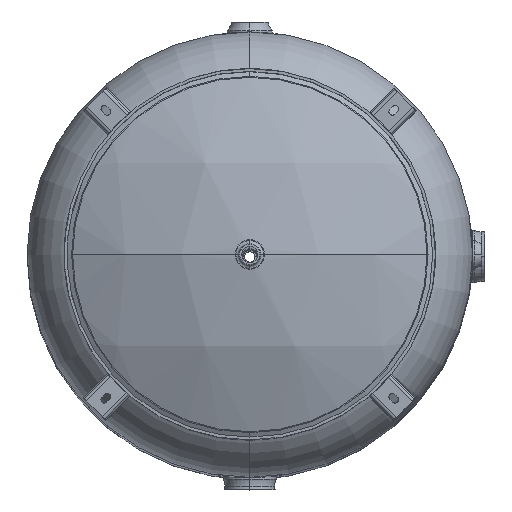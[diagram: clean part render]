
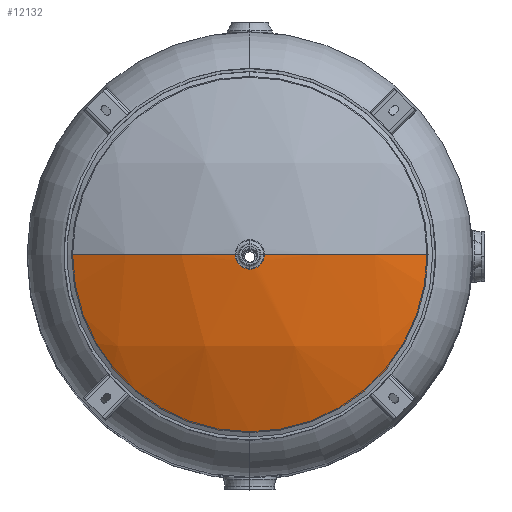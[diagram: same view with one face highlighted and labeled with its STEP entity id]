
A CAD part, top view. The second image highlights one B-rep face of the part: STEP entity #12132.
In plain terms, the highlighted spherical face has radius 822.96 mm.
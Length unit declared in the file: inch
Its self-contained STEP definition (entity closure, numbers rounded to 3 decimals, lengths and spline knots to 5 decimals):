
#147 = AXIS2_PLACEMENT_3D ( 'NONE', #747, #754, #755 ) ;
#747 = CARTESIAN_POINT ( 'NONE',  ( 0., 0., 14.1 ) ) ;
#751 = FACE_OUTER_BOUND ( 'NONE', #9360, .T. ) ;
#752 = SPHERICAL_SURFACE ( 'NONE', #147, 32.4 ) ;
#754 = DIRECTION ( 'NONE',  ( 0., -1., 0. ) ) ;
#755 = DIRECTION ( 'NONE',  ( 1., 0., 0. ) ) ;
#4527 = CIRCLE ( 'NONE', #4539, 32.4 ) ;
#4536 = CIRCLE ( 'NONE', #4547, 32.4 ) ;
#4538 = CIRCLE ( 'NONE', #4541, 14.4 ) ;
#4539 = AXIS2_PLACEMENT_3D ( 'NONE', #10452, #10453, #10454 ) ;
#4540 = CIRCLE ( 'NONE', #4543, 14.4 ) ;
#4541 = AXIS2_PLACEMENT_3D ( 'NONE', #10455, #10456, #10457 ) ;
#4542 = CIRCLE ( 'NONE', #4545, 0.8775 ) ;
#4543 = AXIS2_PLACEMENT_3D ( 'NONE', #10458, #10459, #10460 ) ;
#4545 = AXIS2_PLACEMENT_3D ( 'NONE', #10462, #10463, #10464 ) ;
#4547 = AXIS2_PLACEMENT_3D ( 'NONE', #10467, #10468, #10469 ) ;
#7910 = CARTESIAN_POINT ( 'NONE',  ( 0.8775, 0., 46.48812 ) ) ;
#7942 = CARTESIAN_POINT ( 'NONE',  ( 0., -14.4, 43.12413 ) ) ;
#7943 = CARTESIAN_POINT ( 'NONE',  ( -0.8775, 0., 46.48812 ) ) ;
#7944 = CARTESIAN_POINT ( 'NONE',  ( -14.4, 0., 43.12413 ) ) ;
#7945 = CARTESIAN_POINT ( 'NONE',  ( 14.4, 0., 43.12413 ) ) ;
#9360 = EDGE_LOOP ( 'NONE', ( #9422, #9421, #9420, #9419, #9418 ) ) ;
#9418 = ORIENTED_EDGE ( 'NONE', *, *, #11745, .F. ) ;
#9419 = ORIENTED_EDGE ( 'NONE', *, *, #11746, .F. ) ;
#9420 = ORIENTED_EDGE ( 'NONE', *, *, #11747, .F. ) ;
#9421 = ORIENTED_EDGE ( 'NONE', *, *, #11749, .T. ) ;
#9422 = ORIENTED_EDGE ( 'NONE', *, *, #11748, .F. ) ;
#9958 = VERTEX_POINT ( 'NONE', #7910 ) ;
#9990 = VERTEX_POINT ( 'NONE', #7942 ) ;
#9991 = VERTEX_POINT ( 'NONE', #7943 ) ;
#9992 = VERTEX_POINT ( 'NONE', #7944 ) ;
#9993 = VERTEX_POINT ( 'NONE', #7945 ) ;
#10452 = CARTESIAN_POINT ( 'NONE',  ( 0., 0., 14.1 ) ) ;
#10453 = DIRECTION ( 'NONE',  ( 0., 1., 0. ) ) ;
#10454 = DIRECTION ( 'NONE',  ( 0., 0., 1. ) ) ;
#10455 = CARTESIAN_POINT ( 'NONE',  ( 0., 0., 43.12413 ) ) ;
#10456 = DIRECTION ( 'NONE',  ( 0., 0., -1. ) ) ;
#10457 = DIRECTION ( 'NONE',  ( 0., 1., 0. ) ) ;
#10458 = CARTESIAN_POINT ( 'NONE',  ( 0., 0., 43.12413 ) ) ;
#10459 = DIRECTION ( 'NONE',  ( 0., 0., -1. ) ) ;
#10460 = DIRECTION ( 'NONE',  ( 0., 1., 0. ) ) ;
#10462 = CARTESIAN_POINT ( 'NONE',  ( 0., 0., 46.48812 ) ) ;
#10463 = DIRECTION ( 'NONE',  ( 0., 0., 1. ) ) ;
#10464 = DIRECTION ( 'NONE',  ( -1., 0., 0. ) ) ;
#10467 = CARTESIAN_POINT ( 'NONE',  ( 0., 0., 14.1 ) ) ;
#10468 = DIRECTION ( 'NONE',  ( 0., -1., 0. ) ) ;
#10469 = DIRECTION ( 'NONE',  ( 1., 0., 0. ) ) ;
#11745 = EDGE_CURVE ( 'NONE', #9958, #9993, #4527, .T. ) ;
#11746 = EDGE_CURVE ( 'NONE', #9993, #9990, #4538, .T. ) ;
#11747 = EDGE_CURVE ( 'NONE', #9990, #9992, #4540, .T. ) ;
#11748 = EDGE_CURVE ( 'NONE', #9991, #9958, #4542, .T. ) ;
#11749 = EDGE_CURVE ( 'NONE', #9991, #9992, #4536, .T. ) ;
#12132 = ADVANCED_FACE ( 'NONE', ( #751 ), #752, .T. ) ;
